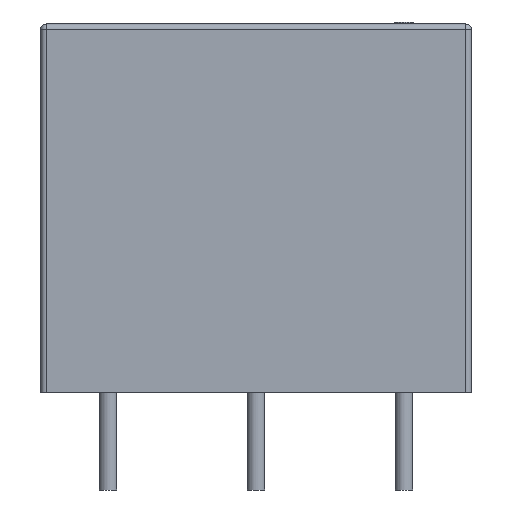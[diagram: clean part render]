
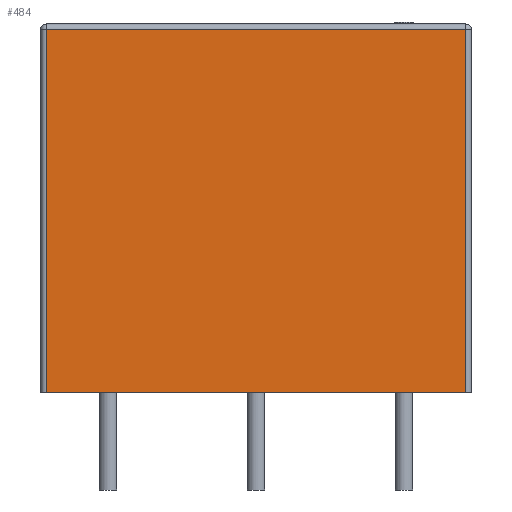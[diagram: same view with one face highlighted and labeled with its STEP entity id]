
A CAD part, left-side view. The second image highlights one B-rep face of the part: STEP entity #484.
In plain terms, the highlighted planar face has unit normal (-1, 0, 0).
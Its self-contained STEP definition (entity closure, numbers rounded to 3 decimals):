
#247 = VERTEX_POINT('',#248);
#248 = CARTESIAN_POINT('',(-2.85,-3.18,18.7));
#257 = VERTEX_POINT('',#258);
#258 = CARTESIAN_POINT('',(-2.85,18.42,18.7));
#265 = EDGE_CURVE('',#257,#247,#266,.T.);
#266 = LINE('',#267,#268);
#267 = CARTESIAN_POINT('',(-2.85,13.17,18.7));
#268 = VECTOR('',#269,1.);
#269 = DIRECTION('',(0.,-1.,0.));
#484 = ADVANCED_FACE('',(#485),#510,.T.);
#485 = FACE_BOUND('',#486,.T.);
#486 = EDGE_LOOP('',(#487,#495,#496,#504));
#487 = ORIENTED_EDGE('',*,*,#488,.F.);
#488 = EDGE_CURVE('',#247,#489,#491,.T.);
#489 = VERTEX_POINT('',#490);
#490 = CARTESIAN_POINT('',(-2.85,-3.18,0.));
#491 = LINE('',#492,#493);
#492 = CARTESIAN_POINT('',(-2.85,-3.18,0.));
#493 = VECTOR('',#494,1.);
#494 = DIRECTION('',(0.,0.,-1.));
#495 = ORIENTED_EDGE('',*,*,#265,.F.);
#496 = ORIENTED_EDGE('',*,*,#497,.F.);
#497 = EDGE_CURVE('',#498,#257,#500,.T.);
#498 = VERTEX_POINT('',#499);
#499 = CARTESIAN_POINT('',(-2.85,18.42,0.));
#500 = LINE('',#501,#502);
#501 = CARTESIAN_POINT('',(-2.85,18.42,0.));
#502 = VECTOR('',#503,1.);
#503 = DIRECTION('',(0.,0.,1.));
#504 = ORIENTED_EDGE('',*,*,#505,.T.);
#505 = EDGE_CURVE('',#498,#489,#506,.T.);
#506 = LINE('',#507,#508);
#507 = CARTESIAN_POINT('',(-2.85,18.72,0.));
#508 = VECTOR('',#509,1.);
#509 = DIRECTION('',(0.,-1.,0.));
#510 = PLANE('',#511);
#511 = AXIS2_PLACEMENT_3D('',#512,#513,#514);
#512 = CARTESIAN_POINT('',(-2.85,18.72,0.));
#513 = DIRECTION('',(-1.,0.,0.));
#514 = DIRECTION('',(0.,-1.,0.));
